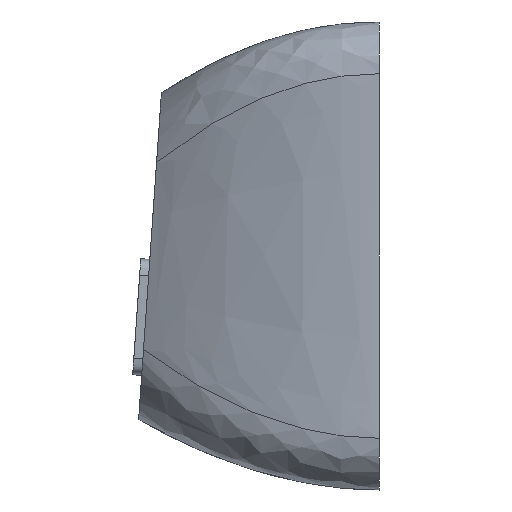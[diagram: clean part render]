
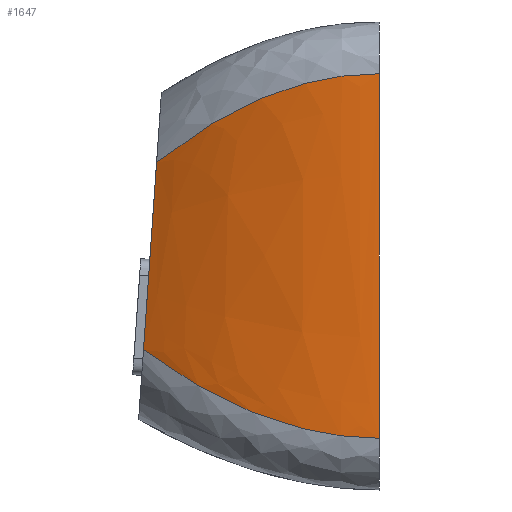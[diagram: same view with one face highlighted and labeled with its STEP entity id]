
A CAD part, left-side view. The second image highlights one B-rep face of the part: STEP entity #1647.
In plain terms, the highlighted free-form (B-spline) face has degree [3, 3] with [4, 4] control points.
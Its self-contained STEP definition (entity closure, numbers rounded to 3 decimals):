
#32=B_SPLINE_SURFACE_WITH_KNOTS('',3,3,((#2458,#2459,#2460,#2461),(#2462,
#2463,#2464,#2465),(#2466,#2467,#2468,#2469),(#2470,#2471,#2472,#2473)),
 .UNSPECIFIED.,.F.,.F.,.F.,(4,4),(4,4),(0.,1.),(0.,1.),.UNSPECIFIED.);
#92=FACE_OUTER_BOUND('',#187,.T.);
#187=EDGE_LOOP('',(#1147,#1148,#1149,#1150));
#305=B_SPLINE_CURVE_WITH_KNOTS('',3,(#2453,#2454,#2455,#2456),
 .UNSPECIFIED.,.F.,.F.,(4,4),(0.,1.),.UNSPECIFIED.);
#306=B_SPLINE_CURVE_WITH_KNOTS('',3,(#2477,#2478,#2479,#2480),
 .UNSPECIFIED.,.F.,.F.,(4,4),(0.,1.),.UNSPECIFIED.);
#409=LINE('',#2475,#544);
#410=LINE('',#2481,#545);
#544=VECTOR('',#1853,10.);
#545=VECTOR('',#1854,10.);
#701=VERTEX_POINT('',#2450);
#702=VERTEX_POINT('',#2452);
#703=VERTEX_POINT('',#2474);
#704=VERTEX_POINT('',#2476);
#879=EDGE_CURVE('',#701,#702,#305,.T.);
#881=EDGE_CURVE('',#703,#701,#409,.T.);
#882=EDGE_CURVE('',#703,#704,#306,.T.);
#883=EDGE_CURVE('',#704,#702,#410,.T.);
#1147=ORIENTED_EDGE('',*,*,#881,.F.);
#1148=ORIENTED_EDGE('',*,*,#882,.T.);
#1149=ORIENTED_EDGE('',*,*,#883,.T.);
#1150=ORIENTED_EDGE('',*,*,#879,.F.);
#1647=ADVANCED_FACE('',(#92),#32,.F.);
#1853=DIRECTION('',(0.,-0.07,0.998));
#1854=DIRECTION('',(0.,0.,1.));
#2450=CARTESIAN_POINT('',(2.7,8.614,12.669));
#2452=CARTESIAN_POINT('',(0.,0.,16.1));
#2453=CARTESIAN_POINT('Ctrl Pts',(2.7,8.614,12.669));
#2454=CARTESIAN_POINT('Ctrl Pts',(0.9,5.743,14.956));
#2455=CARTESIAN_POINT('Ctrl Pts',(0.,2.956,
16.1));
#2456=CARTESIAN_POINT('Ctrl Pts',(0.,0.,16.1));
#2458=CARTESIAN_POINT('Ctrl Pts',(2.7,9.12,5.431));
#2459=CARTESIAN_POINT('Ctrl Pts',(0.9,6.08,3.144));
#2460=CARTESIAN_POINT('Ctrl Pts',(0.,2.956,
2.));
#2461=CARTESIAN_POINT('Ctrl Pts',(0.,0.,
2.));
#2462=CARTESIAN_POINT('Ctrl Pts',(2.7,9.022,6.841));
#2463=CARTESIAN_POINT('Ctrl Pts',(0.939,6.014,4.776));
#2464=CARTESIAN_POINT('Ctrl Pts',(0.,2.956,
3.047));
#2465=CARTESIAN_POINT('Ctrl Pts',(0.,0.,
3.047));
#2466=CARTESIAN_POINT('Ctrl Pts',(2.7,8.713,11.259));
#2467=CARTESIAN_POINT('Ctrl Pts',(0.939,5.808,13.324));
#2468=CARTESIAN_POINT('Ctrl Pts',(0.,2.956,
15.053));
#2469=CARTESIAN_POINT('Ctrl Pts',(0.,0.,
15.053));
#2470=CARTESIAN_POINT('Ctrl Pts',(2.7,8.614,12.669));
#2471=CARTESIAN_POINT('Ctrl Pts',(0.9,5.743,14.956));
#2472=CARTESIAN_POINT('Ctrl Pts',(0.,2.956,
16.1));
#2473=CARTESIAN_POINT('Ctrl Pts',(0.,0.,16.1));
#2474=CARTESIAN_POINT('',(2.7,9.12,5.431));
#2475=CARTESIAN_POINT('',(2.7,8.614,12.669));
#2476=CARTESIAN_POINT('',(0.,0.,2.));
#2477=CARTESIAN_POINT('Ctrl Pts',(2.7,9.12,5.431));
#2478=CARTESIAN_POINT('Ctrl Pts',(0.9,6.08,3.144));
#2479=CARTESIAN_POINT('Ctrl Pts',(0.,2.956,
2.));
#2480=CARTESIAN_POINT('Ctrl Pts',(0.,0.,
2.));
#2481=CARTESIAN_POINT('',(0.,0.,16.1));
